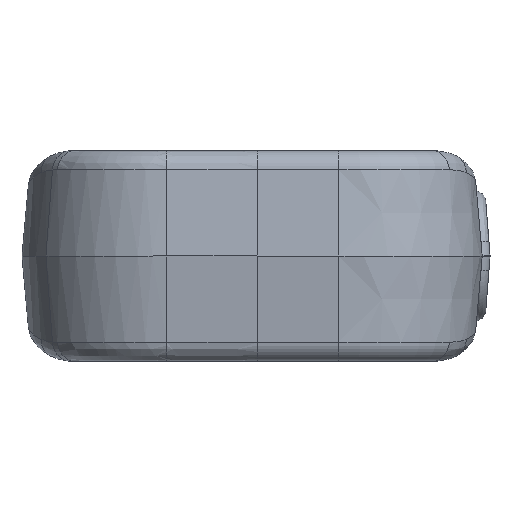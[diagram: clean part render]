
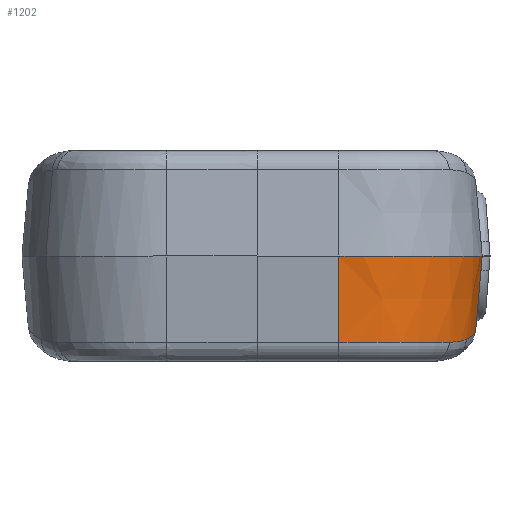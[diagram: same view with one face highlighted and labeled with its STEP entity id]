
A CAD part, front view. The second image highlights one B-rep face of the part: STEP entity #1202.
In plain terms, the highlighted conical face has half-angle 5 degrees and reference radius 20.4 mm.
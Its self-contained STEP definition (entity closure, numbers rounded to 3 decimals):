
#1202=ADVANCED_FACE('',(#2696),#2697,.T.);
#2696=FACE_OUTER_BOUND('',#11960,.T.);
#2697=CONICAL_SURFACE('',#11961,20.4,0.087);
#11960=EDGE_LOOP('',(#21015,#21016,#21017,#21018,#21019,#21020));
#11961=AXIS2_PLACEMENT_3D('',#21021,#21022,#21023);
#21015=ORIENTED_EDGE('',*,*,#24413,.F.);
#21016=ORIENTED_EDGE('',*,*,#24414,.F.);
#21017=ORIENTED_EDGE('',*,*,#24415,.F.);
#21018=ORIENTED_EDGE('',*,*,#24416,.F.);
#21019=ORIENTED_EDGE('',*,*,#24417,.F.);
#21020=ORIENTED_EDGE('',*,*,#24418,.F.);
#21021=CARTESIAN_POINT('',(11.6,-34.6,0.0));
#21022=DIRECTION('',(-0.0,-0.0,1.0));
#21023=DIRECTION('',(-1.0,0.,0.0));
#24413=EDGE_CURVE('',#26976,#26977,#26978,.T.);
#24414=EDGE_CURVE('',#26979,#26976,#26980,.T.);
#24415=EDGE_CURVE('',#26981,#26979,#26982,.T.);
#24416=EDGE_CURVE('',#26983,#26981,#26984,.F.);
#24417=EDGE_CURVE('',#26985,#26983,#26986,.T.);
#24418=EDGE_CURVE('',#26977,#26985,#26987,.T.);
#26976=VERTEX_POINT('',#35225);
#26977=VERTEX_POINT('',#35226);
#26978=LINE('',#35227,#35228);
#26979=VERTEX_POINT('',#35229);
#26980=CIRCLE('',#35230,20.4);
#26981=VERTEX_POINT('',#35231);
#26982=LINE('',#35232,#35233);
#26983=VERTEX_POINT('',#35234);
#26984=CIRCLE('',#35235,19.327);
#26985=VERTEX_POINT('',#35236);
#26986=B_SPLINE_CURVE_WITH_KNOTS('',3,(#35237,#35238,#35239,#35240),.UNSPECIFIED.,.F.,.F.,(4,4),(0.0,1.0),.UNSPECIFIED.);
#26987=B_SPLINE_CURVE_WITH_KNOTS('',3,(#35241,#35242,#35243,#35244,#35245,#35246,#35247,#35248,#35249,#35250),.UNSPECIFIED.,.F.,.F.,(4,2,2,2,4),(0.0,0.25,0.5,0.75,1.0),.UNSPECIFIED.);
#35225=CARTESIAN_POINT('',(32.0,-34.6,0.0));
#35226=CARTESIAN_POINT('',(31.077,-34.6,-10.55));
#35227=CARTESIAN_POINT('',(32.0,-34.6,0.0));
#35228=VECTOR('',#42331,1.0);
#35229=CARTESIAN_POINT('',(11.6,-55.0,0.0));
#35230=AXIS2_PLACEMENT_3D('',#42332,#42333,#42334);
#35231=CARTESIAN_POINT('',(11.6,-53.927,-12.261));
#35232=CARTESIAN_POINT('',(11.6,-53.927,-12.261));
#35233=VECTOR('',#42335,12.308);
#35234=CARTESIAN_POINT('',(27.337,-45.82,-12.261));
#35235=AXIS2_PLACEMENT_3D('',#42336,#42337,#42338);
#35236=CARTESIAN_POINT('',(29.732,-41.396,-11.846));
#35237=CARTESIAN_POINT('',(29.732,-41.396,-11.846));
#35238=CARTESIAN_POINT('',(29.119,-42.956,-12.143));
#35239=CARTESIAN_POINT('',(28.325,-44.435,-12.261));
#35240=CARTESIAN_POINT('',(27.337,-45.82,-12.261));
#35241=CARTESIAN_POINT('',(30.544,-29.736,-9.622));
#35242=CARTESIAN_POINT('',(30.776,-30.706,-9.807));
#35243=CARTESIAN_POINT('',(30.931,-31.681,-9.993));
#35244=CARTESIAN_POINT('',(31.094,-33.644,-10.368));
#35245=CARTESIAN_POINT('',(31.102,-34.632,-10.556));
#35246=CARTESIAN_POINT('',(30.964,-36.619,-10.935));
#35247=CARTESIAN_POINT('',(30.819,-37.597,-11.122));
#35248=CARTESIAN_POINT('',(30.386,-39.521,-11.488));
#35249=CARTESIAN_POINT('',(30.097,-40.467,-11.669));
#35250=CARTESIAN_POINT('',(29.732,-41.396,-11.846));
#42331=DIRECTION('',(-0.087,0.0,-0.996));
#42332=CARTESIAN_POINT('',(11.6,-34.6,0.0));
#42333=DIRECTION('',(0.0,0.0,1.0));
#42334=DIRECTION('',(-1.0,0.,0.0));
#42335=DIRECTION('',(0.0,-0.087,0.996));
#42336=CARTESIAN_POINT('',(11.6,-34.6,-12.261));
#42337=DIRECTION('',(0.0,0.0,1.0));
#42338=DIRECTION('',(1.0,0.0,0.0));
